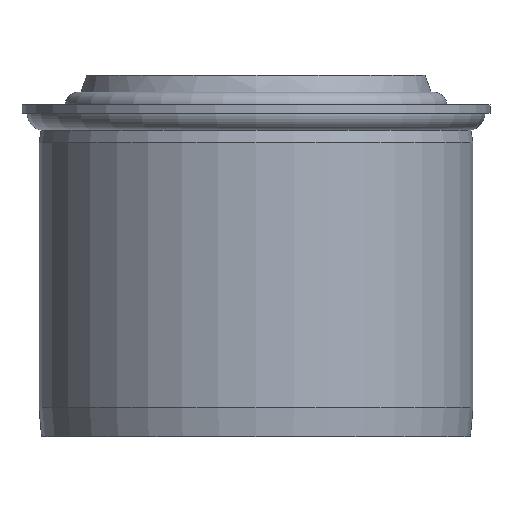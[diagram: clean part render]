
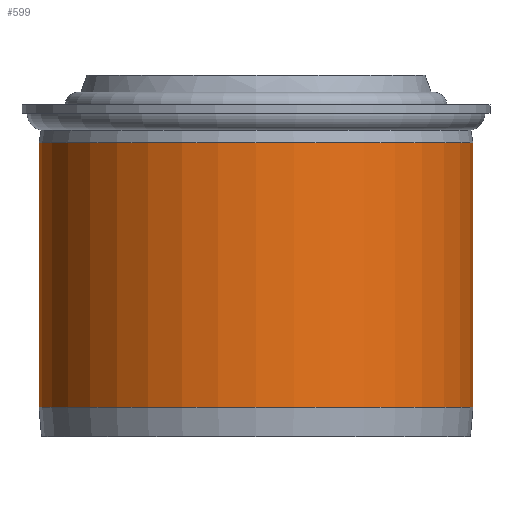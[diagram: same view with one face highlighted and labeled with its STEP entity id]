
A CAD part, front view. The second image highlights one B-rep face of the part: STEP entity #599.
In plain terms, the highlighted cylindrical face has radius 510 mm (diameter 1020 mm), a full revolution.
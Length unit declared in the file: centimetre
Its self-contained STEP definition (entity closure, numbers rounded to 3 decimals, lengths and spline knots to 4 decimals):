
#90=FACE_OUTER_BOUND('',#134,.T.);
#134=EDGE_LOOP('',(#506,#507,#508,#509));
#169=LINE('',#1171,#187);
#187=VECTOR('',#870,51.);
#239=CIRCLE('',#687,51.);
#240=CIRCLE('',#689,51.);
#295=VERTEX_POINT('',#1165);
#296=VERTEX_POINT('',#1169);
#367=EDGE_CURVE('',#295,#295,#239,.T.);
#369=EDGE_CURVE('',#296,#296,#240,.T.);
#370=EDGE_CURVE('',#296,#295,#169,.T.);
#506=ORIENTED_EDGE('',*,*,#369,.F.);
#507=ORIENTED_EDGE('',*,*,#370,.T.);
#508=ORIENTED_EDGE('',*,*,#367,.T.);
#509=ORIENTED_EDGE('',*,*,#370,.F.);
#573=CYLINDRICAL_SURFACE('',#688,51.);
#599=ADVANCED_FACE('',(#90),#573,.T.);
#687=AXIS2_PLACEMENT_3D('',#1166,#863,#864);
#688=AXIS2_PLACEMENT_3D('',#1168,#866,#867);
#689=AXIS2_PLACEMENT_3D('',#1170,#868,#869);
#863=DIRECTION('center_axis',(0.,0.,
-1.));
#864=DIRECTION('ref_axis',(1.,0.,0.));
#866=DIRECTION('center_axis',(0.,0.,
-1.));
#867=DIRECTION('ref_axis',(1.,0.,0.));
#868=DIRECTION('center_axis',(0.,0.,
-1.));
#869=DIRECTION('ref_axis',(1.,0.,0.));
#870=DIRECTION('',(0.,0.,1.));
#1165=CARTESIAN_POINT('',(-51.,0.,69.175));
#1166=CARTESIAN_POINT('Origin',(0.,0.,
69.175));
#1168=CARTESIAN_POINT('Origin',(0.,0.,38.0438));
#1169=CARTESIAN_POINT('',(-51.,0.,6.9127));
#1170=CARTESIAN_POINT('Origin',(0.,0.,6.9127));
#1171=CARTESIAN_POINT('',(-51.,0.,38.0438));
